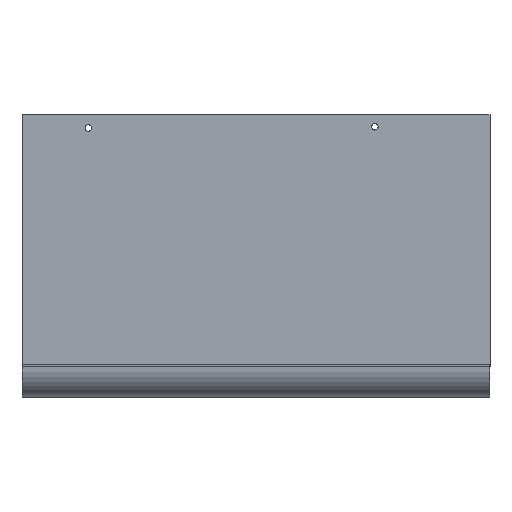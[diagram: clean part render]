
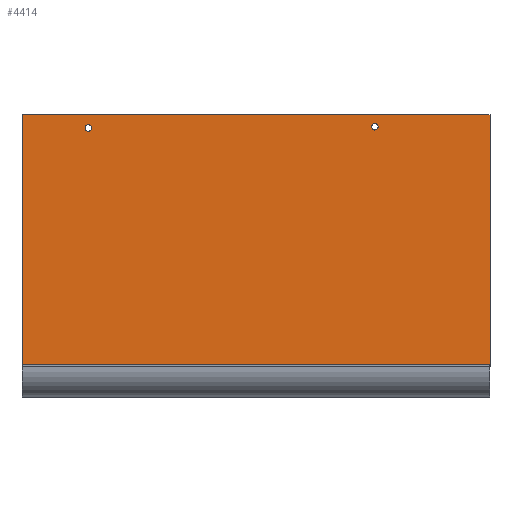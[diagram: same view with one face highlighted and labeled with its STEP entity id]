
A CAD part, left-side view. The second image highlights one B-rep face of the part: STEP entity #4414.
In plain terms, the highlighted planar face has unit normal (-1, 0, 0).
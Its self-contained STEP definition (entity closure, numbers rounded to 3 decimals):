
#51=FACE_BOUND('',#922,.T.);
#52=FACE_BOUND('',#923,.T.);
#387=PLANE('',#4682);
#636=FACE_OUTER_BOUND('',#921,.T.);
#921=EDGE_LOOP('',(#4087,#4088,#4089,#4090,#4091,#4092));
#922=EDGE_LOOP('',(#4093));
#923=EDGE_LOOP('',(#4094));
#1349=LINE('',#7786,#1791);
#1360=LINE('',#7817,#1802);
#1369=LINE('',#7836,#1811);
#1373=LINE('',#7845,#1815);
#1374=LINE('',#7846,#1816);
#1375=LINE('',#7847,#1817);
#1791=VECTOR('',#5560,10.);
#1802=VECTOR('',#5587,10.);
#1811=VECTOR('',#5604,10.);
#1815=VECTOR('',#5614,10.);
#1816=VECTOR('',#5615,10.);
#1817=VECTOR('',#5616,10.);
#1831=CIRCLE('',#4442,1.6);
#1835=CIRCLE('',#4448,1.6);
#1892=VERTEX_POINT('',#5653);
#1896=VERTEX_POINT('',#5665);
#2273=VERTEX_POINT('',#7782);
#2274=VERTEX_POINT('',#7784);
#2286=VERTEX_POINT('',#7816);
#2292=VERTEX_POINT('',#7835);
#2293=VERTEX_POINT('',#7843);
#2294=VERTEX_POINT('',#7844);
#2304=EDGE_CURVE('',#1892,#1892,#1831,.T.);
#2310=EDGE_CURVE('',#1896,#1896,#1835,.T.);
#2872=EDGE_CURVE('',#2274,#2273,#1349,.T.);
#2886=EDGE_CURVE('',#2286,#2273,#1360,.T.);
#2897=EDGE_CURVE('',#2292,#2286,#1369,.T.);
#2901=EDGE_CURVE('',#2293,#2294,#1373,.T.);
#2902=EDGE_CURVE('',#2292,#2294,#1374,.T.);
#2903=EDGE_CURVE('',#2293,#2274,#1375,.T.);
#4087=ORIENTED_EDGE('',*,*,#2901,.T.);
#4088=ORIENTED_EDGE('',*,*,#2902,.F.);
#4089=ORIENTED_EDGE('',*,*,#2897,.T.);
#4090=ORIENTED_EDGE('',*,*,#2886,.T.);
#4091=ORIENTED_EDGE('',*,*,#2872,.F.);
#4092=ORIENTED_EDGE('',*,*,#2903,.F.);
#4093=ORIENTED_EDGE('',*,*,#2304,.T.);
#4094=ORIENTED_EDGE('',*,*,#2310,.T.);
#4414=ADVANCED_FACE('',(#636,#51,#52),#387,.F.);
#4442=AXIS2_PLACEMENT_3D('',#5655,#4705,#4706);
#4448=AXIS2_PLACEMENT_3D('',#5667,#4719,#4720);
#4682=AXIS2_PLACEMENT_3D('',#7842,#5612,#5613);
#4705=DIRECTION('center_axis',(1.,0.,0.));
#4706=DIRECTION('ref_axis',(0.,1.,0.));
#4719=DIRECTION('center_axis',(1.,0.,0.));
#4720=DIRECTION('ref_axis',(0.,1.,0.));
#5560=DIRECTION('',(0.,1.,0.));
#5587=DIRECTION('',(0.,0.,-1.));
#5604=DIRECTION('',(0.,-1.,0.));
#5612=DIRECTION('center_axis',(1.,0.,0.));
#5613=DIRECTION('ref_axis',(0.,1.,0.));
#5614=DIRECTION('',(0.,1.,0.));
#5615=DIRECTION('',(0.,0.,1.));
#5616=DIRECTION('',(0.,0.,-1.));
#5653=CARTESIAN_POINT('',(-4.658,545.892,167.234));
#5655=CARTESIAN_POINT('Origin',(-4.658,547.492,167.234));
#5665=CARTESIAN_POINT('',(-4.658,405.03,167.852));
#5667=CARTESIAN_POINT('Origin',(-4.658,406.63,167.852));
#7782=CARTESIAN_POINT('',(-4.658,350.129,49.783));
#7784=CARTESIAN_POINT('',(-4.658,350.,49.783));
#7786=CARTESIAN_POINT('',(-4.658,350.,49.783));
#7816=CARTESIAN_POINT('',(-4.658,350.129,50.842));
#7817=CARTESIAN_POINT('',(-4.658,350.129,107.312));
#7835=CARTESIAN_POINT('',(-4.658,580.,50.842));
#7836=CARTESIAN_POINT('',(-4.658,400.864,50.842));
#7842=CARTESIAN_POINT('Origin',(-4.658,400.8,164.783));
#7843=CARTESIAN_POINT('',(-4.658,350.,173.783));
#7844=CARTESIAN_POINT('',(-4.658,580.,173.783));
#7845=CARTESIAN_POINT('',(-4.658,490.4,173.783));
#7846=CARTESIAN_POINT('',(-4.658,580.,49.783));
#7847=CARTESIAN_POINT('',(-4.658,350.,279.783));
